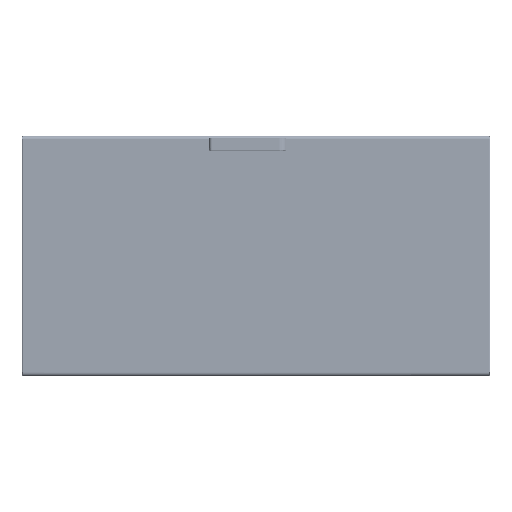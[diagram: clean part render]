
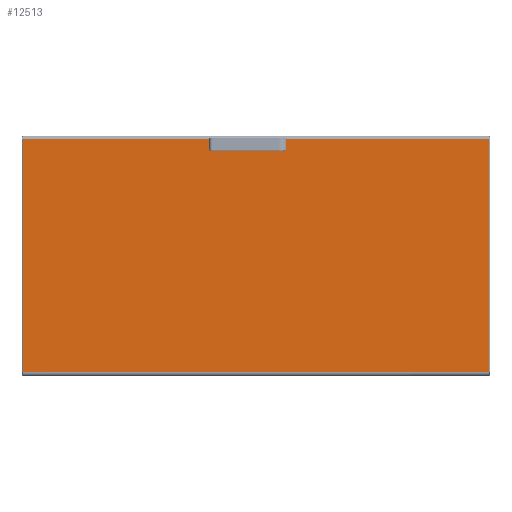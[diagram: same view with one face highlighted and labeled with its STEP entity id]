
A CAD part, top view. The second image highlights one B-rep face of the part: STEP entity #12513.
In plain terms, the highlighted planar face has unit normal (0, 0, 1).
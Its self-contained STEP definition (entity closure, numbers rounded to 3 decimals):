
#3286 = LINE ( 'NONE', #3289, #3883 ) ;
#3289 = CARTESIAN_POINT ( 'NONE',  ( 575.49, 287.5, 2. ) ) ;
#3301 = CARTESIAN_POINT ( 'NONE',  ( 37.662, 280., 2. ) ) ;
#3304 = LINE ( 'NONE', #3321, #3869 ) ;
#3307 = CARTESIAN_POINT ( 'NONE',  ( -26., 275.5, 2. ) ) ;
#3310 = DIRECTION ( 'NONE',  ( 0., 0., 1. ) ) ;
#3312 = DIRECTION ( 'NONE',  ( 1., 0., 0. ) ) ;
#3315 = LINE ( 'NONE', #3301, #3896 ) ;
#3318 = DIRECTION ( 'NONE',  ( -1., 0., 0. ) ) ;
#3321 = CARTESIAN_POINT ( 'NONE',  ( -575.49, 295., 2. ) ) ;
#3328 = DIRECTION ( 'NONE',  ( 0., -1., 0. ) ) ;
#3331 = LINE ( 'NONE', #3335, #3888 ) ;
#3335 = CARTESIAN_POINT ( 'NONE',  ( -575.49, -287.5, 2. ) ) ;
#3338 = DIRECTION ( 'NONE',  ( 1., 0., 0. ) ) ;
#3341 = LINE ( 'NONE', #3345, #3889 ) ;
#3345 = CARTESIAN_POINT ( 'NONE',  ( 575.49, -295., 2. ) ) ;
#3348 = DIRECTION ( 'NONE',  ( 0., 1., 0. ) ) ;
#3351 = LINE ( 'NONE', #3356, #3891 ) ;
#3356 = CARTESIAN_POINT ( 'NONE',  ( 575.49, 287.5, 2. ) ) ;
#3359 = DIRECTION ( 'NONE',  ( -1., 0., 0. ) ) ;
#3363 = LINE ( 'NONE', #3368, #3901 ) ;
#3368 = CARTESIAN_POINT ( 'NONE',  ( 37.662, 271., 2. ) ) ;
#3371 = CARTESIAN_POINT ( 'NONE',  ( 26., 275.5, 2. ) ) ;
#3374 = DIRECTION ( 'NONE',  ( 0., 0., 1. ) ) ;
#3376 = DIRECTION ( 'NONE',  ( -1., 0., 0. ) ) ;
#3381 = DIRECTION ( 'NONE',  ( -1., 0., 0. ) ) ;
#3386 = LINE ( 'NONE', #3390, #3908 ) ;
#3390 = CARTESIAN_POINT ( 'NONE',  ( -14.338, 271., 2. ) ) ;
#3393 = CARTESIAN_POINT ( 'NONE',  ( 54.3, 275.5, 2. ) ) ;
#3396 = DIRECTION ( 'NONE',  ( 0., 0., 1. ) ) ;
#3399 = DIRECTION ( 'NONE',  ( -1., 0., 0. ) ) ;
#3404 = DIRECTION ( 'NONE',  ( 1., 0., 0. ) ) ;
#3408 = LINE ( 'NONE', #3413, #3913 ) ;
#3413 = CARTESIAN_POINT ( 'NONE',  ( -37.662, 271., 2. ) ) ;
#3416 = CARTESIAN_POINT ( 'NONE',  ( 26., 275.5, 2. ) ) ;
#3419 = DIRECTION ( 'NONE',  ( 0., 0., 1. ) ) ;
#3421 = DIRECTION ( 'NONE',  ( -1., 0., 0. ) ) ;
#3426 = DIRECTION ( 'NONE',  ( 1., 0., 0. ) ) ;
#3431 = LINE ( 'NONE', #3435, #3919 ) ;
#3435 = CARTESIAN_POINT ( 'NONE',  ( -37.662, 280., 2. ) ) ;
#3438 = CARTESIAN_POINT ( 'NONE',  ( -26., 275.5, 2. ) ) ;
#3441 = DIRECTION ( 'NONE',  ( 0., 0., 1. ) ) ;
#3444 = DIRECTION ( 'NONE',  ( 1., 0., 0. ) ) ;
#3448 = DIRECTION ( 'NONE',  ( 1., 0., 0. ) ) ;
#3461 = CARTESIAN_POINT ( 'NONE',  ( -54.3, 275.5, 2. ) ) ;
#3463 = DIRECTION ( 'NONE',  ( 0., 0., 1. ) ) ;
#3466 = DIRECTION ( 'NONE',  ( 1., 0., 0. ) ) ;
#3471 = DIRECTION ( 'NONE',  ( -1., 0., 0. ) ) ;
#3869 = VECTOR ( 'NONE', #3328, 1000. ) ;
#3879 = CIRCLE ( 'NONE', #3885, 12.5 ) ;
#3883 = VECTOR ( 'NONE', #3318, 1000. ) ;
#3885 = AXIS2_PLACEMENT_3D ( 'NONE', #3307, #3310, #3312 ) ;
#3888 = VECTOR ( 'NONE', #3338, 1000. ) ;
#3889 = VECTOR ( 'NONE', #3348, 1000. ) ;
#3891 = VECTOR ( 'NONE', #3359, 1000. ) ;
#3894 = CIRCLE ( 'NONE', #3897, 12.5 ) ;
#3896 = VECTOR ( 'NONE', #3381, 1000. ) ;
#3897 = AXIS2_PLACEMENT_3D ( 'NONE', #3371, #3374, #3376 ) ;
#3899 = CIRCLE ( 'NONE', #3903, 4.5 ) ;
#3901 = VECTOR ( 'NONE', #3404, 1000. ) ;
#3903 = AXIS2_PLACEMENT_3D ( 'NONE', #3393, #3396, #3399 ) ;
#3906 = CIRCLE ( 'NONE', #3909, 12.5 ) ;
#3908 = VECTOR ( 'NONE', #3426, 1000. ) ;
#3909 = AXIS2_PLACEMENT_3D ( 'NONE', #3416, #3419, #3421 ) ;
#3911 = CIRCLE ( 'NONE', #3915, 12.5 ) ;
#3913 = VECTOR ( 'NONE', #3448, 1000. ) ;
#3915 = AXIS2_PLACEMENT_3D ( 'NONE', #3438, #3441, #3444 ) ;
#3918 = CIRCLE ( 'NONE', #3921, 4.5 ) ;
#3919 = VECTOR ( 'NONE', #3471, 1000. ) ;
#3921 = AXIS2_PLACEMENT_3D ( 'NONE', #3461, #3463, #3466 ) ;
#12513 = ADVANCED_FACE ( 'NONE', ( #96179 ), #96180, .T. ) ;
#37134 = VERTEX_POINT ( 'NONE', #100427 ) ;
#37137 = VERTEX_POINT ( 'NONE', #100431 ) ;
#37213 = VERTEX_POINT ( 'NONE', #100469 ) ;
#37309 = VERTEX_POINT ( 'NONE', #100493 ) ;
#37317 = VERTEX_POINT ( 'NONE', #100495 ) ;
#37321 = VERTEX_POINT ( 'NONE', #100496 ) ;
#37333 = VERTEX_POINT ( 'NONE', #100499 ) ;
#37337 = VERTEX_POINT ( 'NONE', #100500 ) ;
#37341 = VERTEX_POINT ( 'NONE', #100501 ) ;
#38888 = VERTEX_POINT ( 'NONE', #100504 ) ;
#38890 = VERTEX_POINT ( 'NONE', #100505 ) ;
#38892 = VERTEX_POINT ( 'NONE', #100507 ) ;
#38894 = VERTEX_POINT ( 'NONE', #100502 ) ;
#38896 = VERTEX_POINT ( 'NONE', #100508 ) ;
#38898 = VERTEX_POINT ( 'NONE', #100503 ) ;
#38900 = VERTEX_POINT ( 'NONE', #100509 ) ;
#38902 = VERTEX_POINT ( 'NONE', #100506 ) ;
#41276 = EDGE_CURVE ( 'NONE', #37134, #37137, #103213, .T. ) ;
#43355 = EDGE_LOOP ( 'NONE', ( #55981, #55983, #55985, #55987, #55989, #55991, #55993, #55995, #55997, #55999, #56001, #56003, #56005, #56007, #56009, #56011, #56013 ) ) ;
#55981 = ORIENTED_EDGE ( 'NONE', *, *, #114899, .F. ) ;
#55983 = ORIENTED_EDGE ( 'NONE', *, *, #114901, .T. ) ;
#55985 = ORIENTED_EDGE ( 'NONE', *, *, #114904, .T. ) ;
#55987 = ORIENTED_EDGE ( 'NONE', *, *, #114906, .T. ) ;
#55989 = ORIENTED_EDGE ( 'NONE', *, *, #114908, .T. ) ;
#55991 = ORIENTED_EDGE ( 'NONE', *, *, #114911, .T. ) ;
#55993 = ORIENTED_EDGE ( 'NONE', *, *, #114913, .F. ) ;
#55995 = ORIENTED_EDGE ( 'NONE', *, *, #114915, .F. ) ;
#55997 = ORIENTED_EDGE ( 'NONE', *, *, #41276, .F. ) ;
#55999 = ORIENTED_EDGE ( 'NONE', *, *, #114918, .F. ) ;
#56001 = ORIENTED_EDGE ( 'NONE', *, *, #114920, .F. ) ;
#56003 = ORIENTED_EDGE ( 'NONE', *, *, #114922, .F. ) ;
#56005 = ORIENTED_EDGE ( 'NONE', *, *, #114925, .F. ) ;
#56007 = ORIENTED_EDGE ( 'NONE', *, *, #114927, .F. ) ;
#56009 = ORIENTED_EDGE ( 'NONE', *, *, #114929, .F. ) ;
#56011 = ORIENTED_EDGE ( 'NONE', *, *, #114932, .F. ) ;
#56013 = ORIENTED_EDGE ( 'NONE', *, *, #114934, .F. ) ;
#96171 = CARTESIAN_POINT ( 'NONE',  ( -575.5, -295., 2. ) ) ;
#96179 = FACE_OUTER_BOUND ( 'NONE', #43355, .T. ) ;
#96180 = PLANE ( 'NONE',  #118653 ) ;
#96182 = DIRECTION ( 'NONE',  ( 0., 0., 1. ) ) ;
#96183 = DIRECTION ( 'NONE',  ( 1., 0., 0. ) ) ;
#100427 = CARTESIAN_POINT ( 'NONE',  ( 58.8, 275.5, 2. ) ) ;
#100431 = CARTESIAN_POINT ( 'NONE',  ( 54.3, 280., 2. ) ) ;
#100469 = CARTESIAN_POINT ( 'NONE',  ( 14.338, 271., 2. ) ) ;
#100493 = CARTESIAN_POINT ( 'NONE',  ( -37.662, 280., 2. ) ) ;
#100495 = CARTESIAN_POINT ( 'NONE',  ( -14.338, 271., 2. ) ) ;
#100496 = CARTESIAN_POINT ( 'NONE',  ( -29.5, 287.5, 2. ) ) ;
#100499 = CARTESIAN_POINT ( 'NONE',  ( 54.3, 271., 2. ) ) ;
#100500 = CARTESIAN_POINT ( 'NONE',  ( 37.662, 280., 2. ) ) ;
#100501 = CARTESIAN_POINT ( 'NONE',  ( -575.49, 287.5, 2. ) ) ;
#100502 = CARTESIAN_POINT ( 'NONE',  ( 29.5, 287.5, 2. ) ) ;
#100503 = CARTESIAN_POINT ( 'NONE',  ( 37.662, 271., 2. ) ) ;
#100504 = CARTESIAN_POINT ( 'NONE',  ( -575.49, -287.5, 2. ) ) ;
#100505 = CARTESIAN_POINT ( 'NONE',  ( 575.49, -287.5, 2. ) ) ;
#100506 = CARTESIAN_POINT ( 'NONE',  ( -54.3, 280., 2. ) ) ;
#100507 = CARTESIAN_POINT ( 'NONE',  ( 575.49, 287.5, 2. ) ) ;
#100508 = CARTESIAN_POINT ( 'NONE',  ( -37.662, 271., 2. ) ) ;
#100509 = CARTESIAN_POINT ( 'NONE',  ( -54.3, 271., 2. ) ) ;
#103213 = CIRCLE ( 'NONE', #103217, 4.5 ) ;
#103217 = AXIS2_PLACEMENT_3D ( 'NONE', #103406, #103407, #103408 ) ;
#103406 = CARTESIAN_POINT ( 'NONE',  ( 54.3, 275.5, 2. ) ) ;
#103407 = DIRECTION ( 'NONE',  ( 0., 0., 1. ) ) ;
#103408 = DIRECTION ( 'NONE',  ( -1., 0., 0. ) ) ;
#114899 = EDGE_CURVE ( 'NONE', #37321, #37309, #3879, .T. ) ;
#114901 = EDGE_CURVE ( 'NONE', #37321, #37341, #3286, .T. ) ;
#114904 = EDGE_CURVE ( 'NONE', #37341, #38888, #3304, .T. ) ;
#114906 = EDGE_CURVE ( 'NONE', #38888, #38890, #3331, .T. ) ;
#114908 = EDGE_CURVE ( 'NONE', #38890, #38892, #3341, .T. ) ;
#114911 = EDGE_CURVE ( 'NONE', #38892, #38894, #3351, .T. ) ;
#114913 = EDGE_CURVE ( 'NONE', #37337, #38894, #3894, .T. ) ;
#114915 = EDGE_CURVE ( 'NONE', #37137, #37337, #3315, .T. ) ;
#114918 = EDGE_CURVE ( 'NONE', #37333, #37134, #3899, .T. ) ;
#114920 = EDGE_CURVE ( 'NONE', #38898, #37333, #3363, .T. ) ;
#114922 = EDGE_CURVE ( 'NONE', #37213, #38898, #3906, .T. ) ;
#114925 = EDGE_CURVE ( 'NONE', #37317, #37213, #3386, .T. ) ;
#114927 = EDGE_CURVE ( 'NONE', #38896, #37317, #3911, .T. ) ;
#114929 = EDGE_CURVE ( 'NONE', #38900, #38896, #3408, .T. ) ;
#114932 = EDGE_CURVE ( 'NONE', #38902, #38900, #3918, .T. ) ;
#114934 = EDGE_CURVE ( 'NONE', #37309, #38902, #3431, .T. ) ;
#118653 = AXIS2_PLACEMENT_3D ( 'NONE', #96171, #96182, #96183 ) ;
